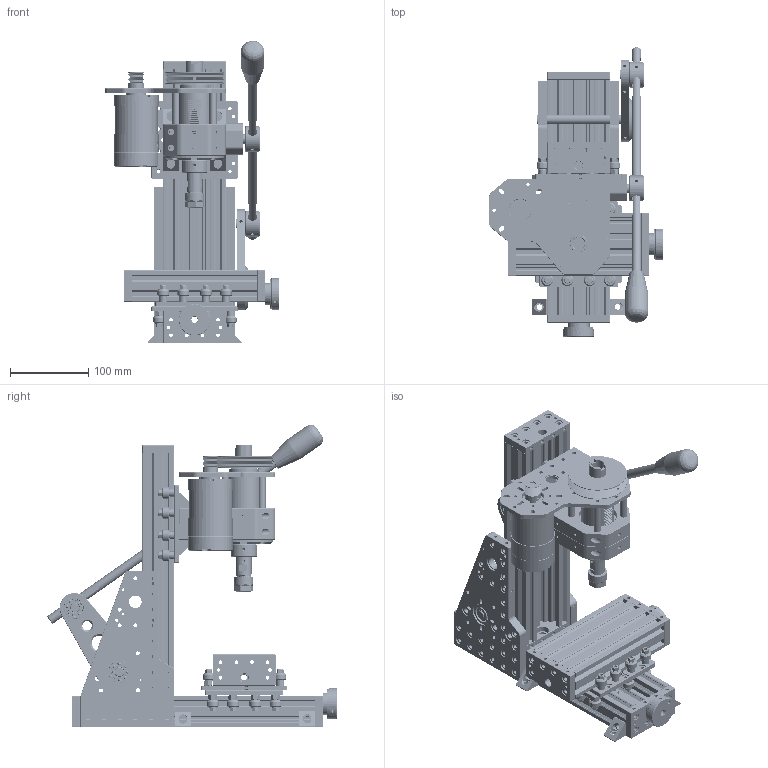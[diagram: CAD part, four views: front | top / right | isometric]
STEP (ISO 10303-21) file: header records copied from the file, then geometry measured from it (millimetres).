
FILE_DESCRIPTION(/* description */ (''),/* implementation_level */ '2;1');
FILE_NAME(/* name */ 'trapano_vslot.stp',/* time_stamp */ '2024-09-11T11:32:17+02:00',/* author */ ('R5800u'),/* organization */ (''),/* preprocessor_version */ 'ST-DEVELOPER v20',/* originating_system */ 'Autodesk Inventor 2025',/* authorisation */ '');
FILE_SCHEMA (('AUTOMOTIVE_DESIGN { 1 0 10303 214 3 1 1 }'));
Products named in the file (107): 組-銑床; Z; Y; connect120200T12; 把手桿; 把手; 把手上關節旋轉件; C-Beam 40x80 v1; END4080T10; Set-110X100-DB; Set-110100; Mini V Wheel-H0.5; Mini V Wheel-H0.5_1; Mini V Wheel-H0.5_2; Mini V Wheel-H0.5_3; Mini V Wheel Eccentric-H0.5; Mini V Wheel Eccentric-H0.5_1; Mini V Wheel Eccentric-H0.5_2; Mini V Wheel Eccentric-H0.5_3; Mini V Wheel-H0.5_4; Mini V Wheel-H0.5_5; Mini V Wheel-H0.5_6; Mini V Wheel-H0.5_7; Set-110100_1; Mini V Wheel-H0.5_8; Mini V Wheel-H0.5_9; Mini V Wheel-H0.5_10; Mini V Wheel-H0.5_11; Mini V Wheel Eccentric-H0.5_4; Mini V Wheel Eccentric-H0.5_5; Mini V Wheel Eccentric-H0.5_6; Mini V Wheel Eccentric-H0.5_7; Mini V Wheel-H0.5_12; Mini V Wheel-H0.5_13; Mini V Wheel-H0.5_14; Mini V Wheel-H0.5_15; 把手下關節臂N; bearing-6001; 下關節軸N; Set-110100_2 ...
Assembly tree (372 placements, depth 5):
  組-銑床
    Z
    Y
    END4080T10  x6
    connect120200T12  x2
    把手上關節旋轉件  x2
    把手桿
    把手
    bearing-6001  x3
    C-Beam 40x80 v1
    Black Angle Corner Connector  x8
    Set-110X100-DB
      Set-110100
        Mini V Wheel-H0.5
          Xtreme Mini V Wheel v2 (1)
          Precision Shim 8 x 5 x 1 v2 (1) (1)
          Ball Bearing 5 x 10 x 4 v2 (1) (1)
          Nylon Insert Lock Nut M5 v3 (1)
          Ball Bearing 5 x 10 x 4 v2 (2)
          Precision Shim 8 x 5 x 1 v2 (2)
          Eccentric Spacer 6mm v2
        Mini V Wheel-H0.5_1
          Xtreme Mini V Wheel v2 (1)
          Precision Shim 8 x 5 x 1 v2 (1) (1)
          Ball Bearing 5 x 10 x 4 v2 (1) (1)
          Nylon Insert Lock Nut M5 v3 (1)
          Ball Bearing 5 x 10 x 4 v2 (2)
          Precision Shim 8 x 5 x 1 v2 (2)
          Eccentric Spacer 6mm v2
        Mini V Wheel-H0.5_2
          Xtreme Mini V Wheel v2 (1)
          Precision Shim 8 x 5 x 1 v2 (1) (1)
          Ball Bearing 5 x 10 x 4 v2 (1) (1)
          Nylon Insert Lock Nut M5 v3 (1)
          Ball Bearing 5 x 10 x 4 v2 (2)
          Precision Shim 8 x 5 x 1 v2 (2)
          Eccentric Spacer 6mm v2
        Mini V Wheel-H0.5_3
          Xtreme Mini V Wheel v2 (1)
          Precision Shim 8 x 5 x 1 v2 (1) (1)
          Ball Bearing 5 x 10 x 4 v2 (1) (1)
          Nylon Insert Lock Nut M5 v3 (1)
          Ball Bearing 5 x 10 x 4 v2 (2)
          Precision Shim 8 x 5 x 1 v2 (2)
          Eccentric Spacer 6mm v2
        Mini V Wheel Eccentric-H0.5
          Xtreme Mini V Wheel v2
          Precision Shim 8 x 5 x 1 v2
          Ball Bearing 5 x 10 x 4 v2 (1)
          Nylon Insert Lock Nut M5 v3
          Ball Bearing 5 x 10 x 4 v2
          Precision Shim 8 x 5 x 1 v2 (1)
          Aluminum Spacer 6mm v2
        Mini V Wheel Eccentric-H0.5_1
          Xtreme Mini V Wheel v2
          Precision Shim 8 x 5 x 1 v2
          Ball Bearing 5 x 10 x 4 v2 (1)
          Nylon Insert Lock Nut M5 v3
          Ball Bearing 5 x 10 x 4 v2
          Precision Shim 8 x 5 x 1 v2 (1)
Bounding box: 222.5 x 369.22 x 386.04 mm (x, y, z)
Volume: 2348368.4 mm3; surface area: 1370147.8 mm2
Topology: 412 solids, 412 shells, 7736 faces, 17406 edges, 11272 vertices
Faces by surface type: plane 3829, cylinder 2310, cone 1203, bspline 234, sphere 84, torus 76
Full cylindrical faces by diameter (mm): 2.075 x2, 2.5 x2, 2.529 x20, 3 x3, 3.1 x6, 3.3 x2, 3.332 x44, 3.5 x4, 4 x2, 4.1 x2, 4.109 x16, 4.2 x3, 4.234 x223, 4.25 x36, 4.6 x18, 5 x208, 5.035 x2, 5.1 x174, 5.2 x6, 5.3 x36, 6.2 x144, 7 x4, 7.11 x24, 7.2 x58, 8 x89, 8.2 x2, 8.5 x2, 8.64 x36, 9 x12, 9.2 x332
Entity records: 150288 total; most frequent: CARTESIAN_POINT 64527, DIRECTION 16832, ORIENTED_EDGE 16606, EDGE_CURVE 8303, AXIS2_PLACEMENT_3D 5805, VERTEX_POINT 5500, LINE 5222, VECTOR 5222
